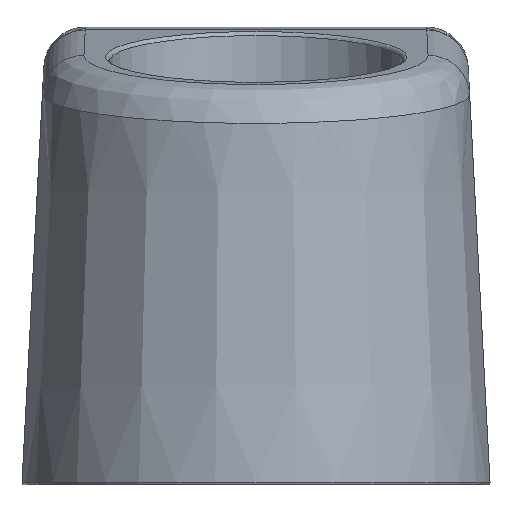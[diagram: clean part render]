
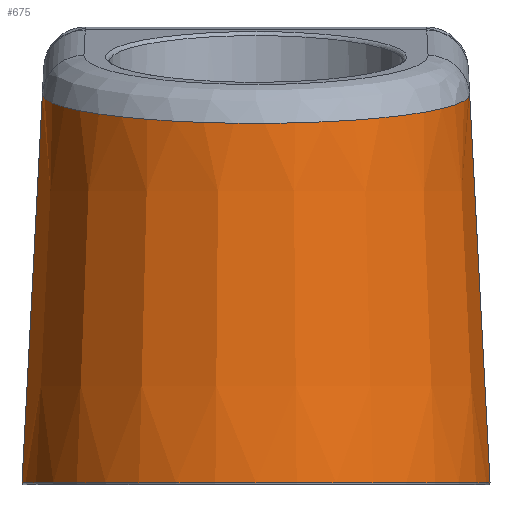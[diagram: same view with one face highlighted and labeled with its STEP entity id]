
A CAD part, left-side view. The second image highlights one B-rep face of the part: STEP entity #675.
In plain terms, the highlighted conical face has half-angle 3 degrees and reference radius 11.25 mm.
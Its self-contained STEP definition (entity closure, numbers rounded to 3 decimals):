
#32=B_SPLINE_CURVE_WITH_KNOTS('',3,(#1286,#1287,#1288,#1289,#1290,#1291,
#1292,#1293,#1294,#1295),.UNSPECIFIED.,.F.,.F.,(4,1,1,1,1,1,1,4),(-1.58,
-1.128,-0.677,-0.226,0.226,
0.677,1.128,1.58),.UNSPECIFIED.);
#36=CONICAL_SURFACE('',#751,11.25,3.);
#92=FACE_OUTER_BOUND('',#138,.T.);
#138=EDGE_LOOP('',(#492,#493,#494,#495));
#188=LINE('',#1284,#222);
#189=LINE('',#1296,#223);
#222=VECTOR('',#891,10.);
#223=VECTOR('',#892,10.);
#256=CIRCLE('',#734,11.244);
#294=VERTEX_POINT('',#1151);
#296=VERTEX_POINT('',#1157);
#308=VERTEX_POINT('',#1283);
#309=VERTEX_POINT('',#1285);
#362=EDGE_CURVE('',#294,#296,#256,.T.);
#380=EDGE_CURVE('',#294,#308,#188,.T.);
#381=EDGE_CURVE('',#309,#308,#32,.T.);
#382=EDGE_CURVE('',#296,#309,#189,.T.);
#492=ORIENTED_EDGE('',*,*,#362,.F.);
#493=ORIENTED_EDGE('',*,*,#380,.T.);
#494=ORIENTED_EDGE('',*,*,#381,.F.);
#495=ORIENTED_EDGE('',*,*,#382,.F.);
#675=ADVANCED_FACE('',(#92),#36,.T.);
#734=AXIS2_PLACEMENT_3D('',#1161,#851,#852);
#751=AXIS2_PLACEMENT_3D('',#1282,#889,#890);
#851=DIRECTION('center_axis',(0.,0.,-1.));
#852=DIRECTION('ref_axis',(-1.,0.,0.));
#889=DIRECTION('center_axis',(0.,0.,-1.));
#890=DIRECTION('ref_axis',(0.,-1.,0.));
#891=DIRECTION('',(0.,0.052,0.999));
#892=DIRECTION('',(0.,-0.052,0.999));
#1151=CARTESIAN_POINT('',(-15.25,-11.244,0.105));
#1157=CARTESIAN_POINT('',(-15.25,11.244,0.105));
#1161=CARTESIAN_POINT('Origin',(-15.25,0.,0.105));
#1282=CARTESIAN_POINT('Origin',(-15.25,0.,0.));
#1283=CARTESIAN_POINT('',(-15.25,-10.266,18.775));
#1284=CARTESIAN_POINT('',(-15.25,-11.25,0.));
#1285=CARTESIAN_POINT('',(-15.25,10.266,18.775));
#1286=CARTESIAN_POINT('Ctrl Pts',(-15.25,10.266,18.775));
#1287=CARTESIAN_POINT('Ctrl Pts',(-16.794,10.277,18.566));
#1288=CARTESIAN_POINT('Ctrl Pts',(-19.886,9.59,18.147));
#1289=CARTESIAN_POINT('Ctrl Pts',(-23.61,6.644,17.642));
#1290=CARTESIAN_POINT('Ctrl Pts',(-25.674,2.372,17.362));
#1291=CARTESIAN_POINT('Ctrl Pts',(-25.676,-2.372,17.362));
#1292=CARTESIAN_POINT('Ctrl Pts',(-23.608,-6.643,17.643));
#1293=CARTESIAN_POINT('Ctrl Pts',(-19.887,-9.591,18.147));
#1294=CARTESIAN_POINT('Ctrl Pts',(-16.794,-10.277,18.566));
#1295=CARTESIAN_POINT('Ctrl Pts',(-15.25,-10.266,18.775));
#1296=CARTESIAN_POINT('',(-15.25,11.25,0.));
